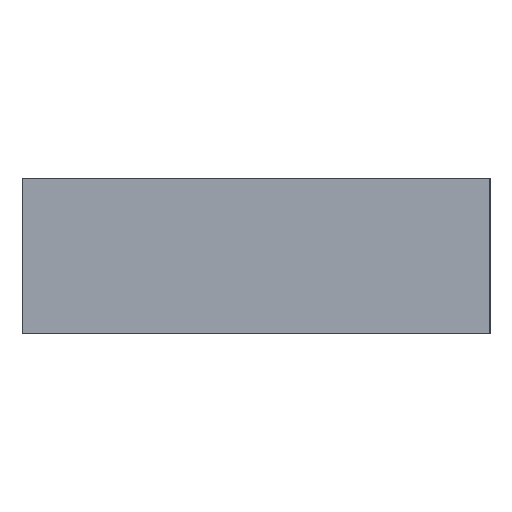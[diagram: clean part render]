
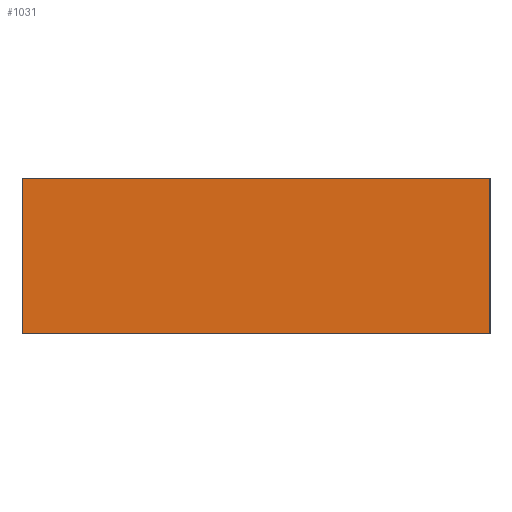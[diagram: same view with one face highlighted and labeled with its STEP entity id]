
A CAD part, left-side view. The second image highlights one B-rep face of the part: STEP entity #1031.
In plain terms, the highlighted planar face has unit normal (-1, 0, 0).
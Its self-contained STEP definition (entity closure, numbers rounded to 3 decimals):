
#44 = AXIS2_PLACEMENT_3D ( 'NONE', #899, #2375, #1326 ) ;
#48 = CARTESIAN_POINT ( 'NONE',  ( 0., 6., 0. ) ) ;
#74 = CARTESIAN_POINT ( 'NONE',  ( 0., 0., 2. ) ) ;
#192 = CARTESIAN_POINT ( 'NONE',  ( 0., 6., 2. ) ) ;
#360 = EDGE_CURVE ( 'NONE', #1897, #637, #1726, .T. ) ;
#525 = CARTESIAN_POINT ( 'NONE',  ( 0., 0., 2. ) ) ;
#585 = EDGE_CURVE ( 'NONE', #637, #863, #2374, .T. ) ;
#637 = VERTEX_POINT ( 'NONE', #48 ) ;
#673 = CARTESIAN_POINT ( 'NONE',  ( 0., 0., 0. ) ) ;
#844 = LINE ( 'NONE', #525, #1918 ) ;
#850 = ORIENTED_EDGE ( 'NONE', *, *, #585, .T. ) ;
#863 = VERTEX_POINT ( 'NONE', #673 ) ;
#871 = DIRECTION ( 'NONE',  ( 0., -1., 0. ) ) ;
#899 = CARTESIAN_POINT ( 'NONE',  ( 0., 0., 2. ) ) ;
#1015 = ORIENTED_EDGE ( 'NONE', *, *, #360, .T. ) ;
#1023 = VECTOR ( 'NONE', #1980, 1000. ) ;
#1028 = CARTESIAN_POINT ( 'NONE',  ( 0., 6., 2. ) ) ;
#1031 = ADVANCED_FACE ( 'NONE', ( #2113 ), #2574, .F. ) ;
#1087 = VERTEX_POINT ( 'NONE', #2387 ) ;
#1101 = DIRECTION ( 'NONE',  ( 0., 0., -1. ) ) ;
#1151 = VECTOR ( 'NONE', #1101, 1000. ) ;
#1221 = EDGE_LOOP ( 'NONE', ( #850, #2697, #1729, #1015 ) ) ;
#1326 = DIRECTION ( 'NONE',  ( 0., 0., -1. ) ) ;
#1376 = DIRECTION ( 'NONE',  ( 0., 0., -1. ) ) ;
#1702 = EDGE_CURVE ( 'NONE', #1087, #863, #844, .T. ) ;
#1726 = LINE ( 'NONE', #1028, #1151 ) ;
#1729 = ORIENTED_EDGE ( 'NONE', *, *, #2093, .F. ) ;
#1755 = VECTOR ( 'NONE', #871, 1000. ) ;
#1897 = VERTEX_POINT ( 'NONE', #192 ) ;
#1918 = VECTOR ( 'NONE', #1376, 1000. ) ;
#1980 = DIRECTION ( 'NONE',  ( 0., -1., 0. ) ) ;
#2093 = EDGE_CURVE ( 'NONE', #1897, #1087, #2153, .T. ) ;
#2113 = FACE_OUTER_BOUND ( 'NONE', #1221, .T. ) ;
#2153 = LINE ( 'NONE', #74, #1023 ) ;
#2374 = LINE ( 'NONE', #2640, #1755 ) ;
#2375 = DIRECTION ( 'NONE',  ( 1., 0., 0. ) ) ;
#2387 = CARTESIAN_POINT ( 'NONE',  ( 0., 0., 2. ) ) ;
#2574 = PLANE ( 'NONE',  #44 ) ;
#2640 = CARTESIAN_POINT ( 'NONE',  ( 0., 0., 0. ) ) ;
#2697 = ORIENTED_EDGE ( 'NONE', *, *, #1702, .F. ) ;
